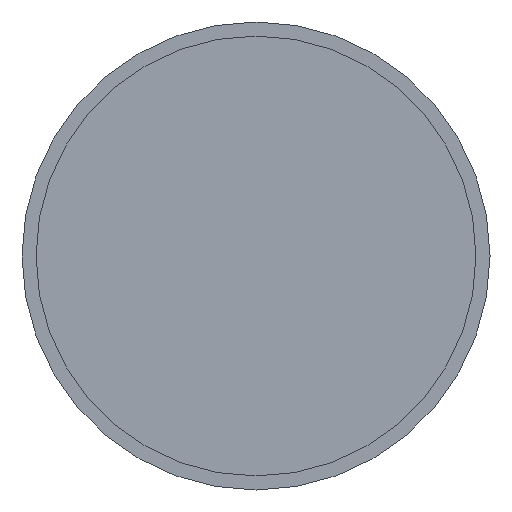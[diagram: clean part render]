
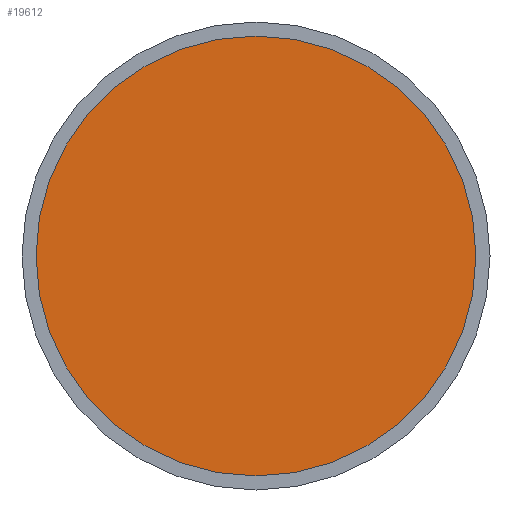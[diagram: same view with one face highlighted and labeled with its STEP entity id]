
A CAD part, front view. The second image highlights one B-rep face of the part: STEP entity #19612.
In plain terms, the highlighted planar face has unit normal (0, -1, 0).
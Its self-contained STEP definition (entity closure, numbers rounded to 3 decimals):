
#5571=CARTESIAN_POINT('',(0.,-31.,0.));
#5572=DIRECTION('',(0.,1.,0.));
#5573=DIRECTION('',(1.,0.,0.));
#5574=AXIS2_PLACEMENT_3D('',#5571,#5572,#5573);
#5576=CARTESIAN_POINT('',(0.,-31.,0.));
#5577=DIRECTION('',(0.,1.,0.));
#5578=DIRECTION('',(-1.,0.,0.));
#5579=AXIS2_PLACEMENT_3D('',#5576,#5577,#5578);
#18587=CARTESIAN_POINT('',(211.5,-31.,0.));
#18588=CARTESIAN_POINT('',(-211.5,-31.,0.));
#18589=VERTEX_POINT('',#18587);
#18590=VERTEX_POINT('',#18588);
#19602=CARTESIAN_POINT('',(0.,-31.,0.));
#19603=DIRECTION('',(0.,1.,0.));
#19604=DIRECTION('',(0.,0.,-1.));
#19605=AXIS2_PLACEMENT_3D('',#19602,#19603,#19604);
#19606=PLANE('',#19605);
#19607=ORIENTED_EDGE('',*,*,#19592,.T.);
#19609=ORIENTED_EDGE('',*,*,#19608,.T.);
#19610=EDGE_LOOP('',(#19607,#19609));
#19611=FACE_OUTER_BOUND('',#19610,.F.);
#5575=CIRCLE('',#5574,211.5);
#5580=CIRCLE('',#5579,211.5);
#19592=EDGE_CURVE('',#18589,#18590,#5575,.T.);
#19608=EDGE_CURVE('',#18590,#18589,#5580,.T.);
#19612=ADVANCED_FACE('',(#19611),#19606,.F.);
